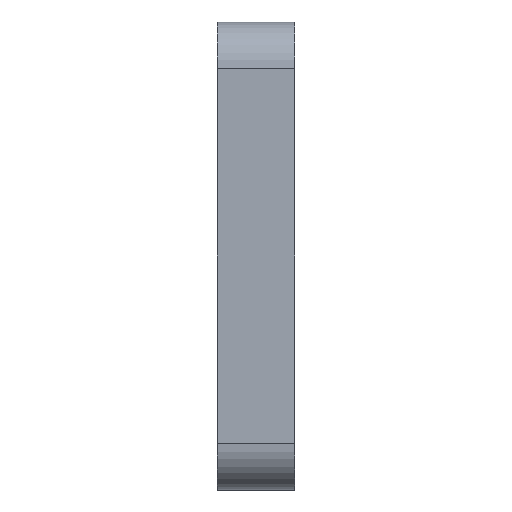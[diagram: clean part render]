
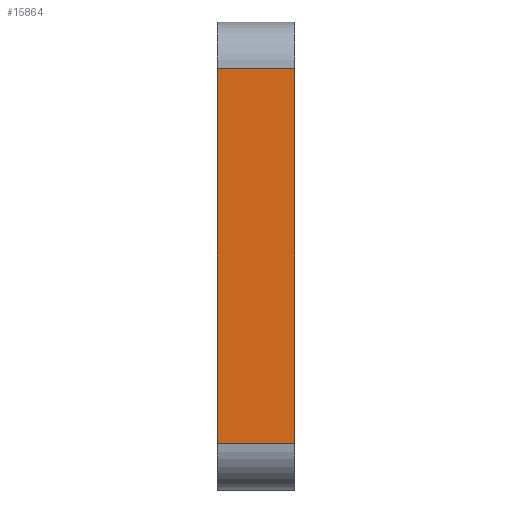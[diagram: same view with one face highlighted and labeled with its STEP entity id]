
A CAD part, left-side view. The second image highlights one B-rep face of the part: STEP entity #15864.
In plain terms, the highlighted planar face has unit normal (-1, 0, 0).
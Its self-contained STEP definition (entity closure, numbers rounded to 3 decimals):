
#323 = EDGE_LOOP ( 'NONE', ( #3149, #6043, #17350, #8158 ) ) ;
#1359 = EDGE_CURVE ( 'NONE', #8045, #7799, #20035, .T. ) ;
#1758 = AXIS2_PLACEMENT_3D ( 'NONE', #4491, #12496, #11048 ) ;
#2043 = CARTESIAN_POINT ( 'NONE',  ( -1.8, 13., 6. ) ) ;
#2662 = VECTOR ( 'NONE', #16215, 1000. ) ;
#3149 = ORIENTED_EDGE ( 'NONE', *, *, #19301, .T. ) ;
#3477 = CARTESIAN_POINT ( 'NONE',  ( -1.8, 0., 6. ) ) ;
#4088 = EDGE_CURVE ( 'NONE', #8045, #11775, #8190, .T. ) ;
#4491 = CARTESIAN_POINT ( 'NONE',  ( -1.8, 13., 6. ) ) ;
#5620 = VECTOR ( 'NONE', #8423, 1000. ) ;
#6006 = VERTEX_POINT ( 'NONE', #7399 ) ;
#6043 = ORIENTED_EDGE ( 'NONE', *, *, #6635, .F. ) ;
#6104 = PLANE ( 'NONE',  #1758 ) ;
#6635 = EDGE_CURVE ( 'NONE', #7799, #6006, #17768, .T. ) ;
#7399 = CARTESIAN_POINT ( 'NONE',  ( -1.8, 0., 68.8 ) ) ;
#7799 = VERTEX_POINT ( 'NONE', #12343 ) ;
#7845 = DIRECTION ( 'NONE',  ( 0., -1., 0. ) ) ;
#7919 = VECTOR ( 'NONE', #7845, 1000. ) ;
#8045 = VERTEX_POINT ( 'NONE', #2043 ) ;
#8158 = ORIENTED_EDGE ( 'NONE', *, *, #4088, .T. ) ;
#8190 = LINE ( 'NONE', #17309, #7919 ) ;
#8423 = DIRECTION ( 'NONE',  ( 0., 0., 1. ) ) ;
#8871 = VECTOR ( 'NONE', #15397, 1000. ) ;
#11048 = DIRECTION ( 'NONE',  ( 0., 0., -1. ) ) ;
#11775 = VERTEX_POINT ( 'NONE', #14875 ) ;
#12343 = CARTESIAN_POINT ( 'NONE',  ( -1.8, 13., 68.8 ) ) ;
#12496 = DIRECTION ( 'NONE',  ( 1., 0., 0. ) ) ;
#13302 = CARTESIAN_POINT ( 'NONE',  ( -1.8, 13., 6. ) ) ;
#14080 = LINE ( 'NONE', #3477, #5620 ) ;
#14875 = CARTESIAN_POINT ( 'NONE',  ( -1.8, 0., 6. ) ) ;
#15397 = DIRECTION ( 'NONE',  ( 0., -1., 0. ) ) ;
#15644 = FACE_OUTER_BOUND ( 'NONE', #323, .T. ) ;
#15864 = ADVANCED_FACE ( 'NONE', ( #15644 ), #6104, .F. ) ;
#16215 = DIRECTION ( 'NONE',  ( 0., 0., 1. ) ) ;
#17309 = CARTESIAN_POINT ( 'NONE',  ( -1.8, 13., 6. ) ) ;
#17350 = ORIENTED_EDGE ( 'NONE', *, *, #1359, .F. ) ;
#17768 = LINE ( 'NONE', #18359, #8871 ) ;
#18359 = CARTESIAN_POINT ( 'NONE',  ( -1.8, 13., 68.8 ) ) ;
#19301 = EDGE_CURVE ( 'NONE', #11775, #6006, #14080, .T. ) ;
#20035 = LINE ( 'NONE', #13302, #2662 ) ;
